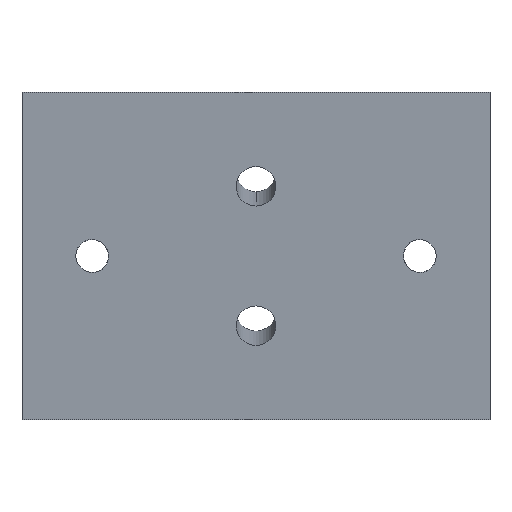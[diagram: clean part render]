
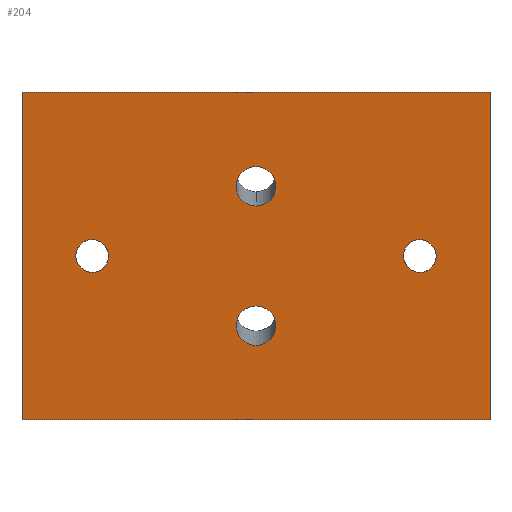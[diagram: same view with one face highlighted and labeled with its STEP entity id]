
A CAD part, left-side view. The second image highlights one B-rep face of the part: STEP entity #204.
In plain terms, the highlighted planar face has unit normal (-0.993, 0, -0.122).
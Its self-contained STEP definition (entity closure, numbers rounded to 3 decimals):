
#1 = CARTESIAN_POINT ( 'NONE',  ( -31.405, 100., -70. ) ) ;
#7 = ORIENTED_EDGE ( 'NONE', *, *, #259, .F. ) ;
#9 = CARTESIAN_POINT ( 'NONE',  ( -35.273, 85., -38.5 ) ) ;
#16 = DIRECTION ( 'NONE',  ( -0.122, 0., 0.993 ) ) ;
#26 = ORIENTED_EDGE ( 'NONE', *, *, #143, .T. ) ;
#36 = ORIENTED_EDGE ( 'NONE', *, *, #378, .T. ) ;
#43 = DIRECTION ( 'NONE',  ( -0.993, 0., -0.122 ) ) ;
#45 =( BOUNDED_CURVE ( )  B_SPLINE_CURVE ( 3, ( #252, #309, #642, #151 ),
 .UNSPECIFIED., .F., .T. ) 
 B_SPLINE_CURVE_WITH_KNOTS ( ( 4, 4 ),
 ( 0., 3.142 ),
 .UNSPECIFIED. ) 
 CURVE ( )  GEOMETRIC_REPRESENTATION_ITEM ( )  RATIONAL_B_SPLINE_CURVE ( ( 1., 0.333, 0.333, 1. ) ) 
 REPRESENTATION_ITEM ( '' )  );
#53 = EDGE_LOOP ( 'NONE', ( #26, #129 ) ) ;
#60 = DIRECTION ( 'NONE',  ( -0.122, 0., 0.993 ) ) ;
#61 = CARTESIAN_POINT ( 'NONE',  ( -31.405, 0., -70. ) ) ;
#72 = ORIENTED_EDGE ( 'NONE', *, *, #346, .T. ) ;
#74 = FACE_BOUND ( 'NONE', #686, .T. ) ;
#80 = VECTOR ( 'NONE', #268, 1000. ) ;
#83 = CARTESIAN_POINT ( 'NONE',  ( -36.132, 85., -31.5 ) ) ;
#90 = CARTESIAN_POINT ( 'NONE',  ( -37.013, 50., -24.33 ) ) ;
#97 = ORIENTED_EDGE ( 'NONE', *, *, #468, .F. ) ;
#99 = EDGE_CURVE ( 'NONE', #110, #482, #232, .T. ) ;
#101 = AXIS2_PLACEMENT_3D ( 'NONE', #548, #394, #656 ) ;
#110 = VERTEX_POINT ( 'NONE', #90 ) ;
#111 = DIRECTION ( 'NONE',  ( -0.993, 0., -0.122 ) ) ;
#112 = CARTESIAN_POINT ( 'NONE',  ( -36.132, 85., -31.5 ) ) ;
#117 = CARTESIAN_POINT ( 'NONE',  ( -31.405, 100., -70. ) ) ;
#119 = CARTESIAN_POINT ( 'NONE',  ( -36.132, 8., -31.5 ) ) ;
#121 = VECTOR ( 'NONE', #283, 1000. ) ;
#122 = VERTEX_POINT ( 'NONE', #1 ) ;
#124 = DIRECTION ( 'NONE',  ( -0.993, 0., -0.122 ) ) ;
#127 = EDGE_LOOP ( 'NONE', ( #224, #404 ) ) ;
#129 = ORIENTED_EDGE ( 'NONE', *, *, #441, .T. ) ;
#143 = EDGE_CURVE ( 'NONE', #349, #567, #45, .T. ) ;
#145 = CARTESIAN_POINT ( 'NONE',  ( -33.357, 50., -54.107 ) ) ;
#149 = DIRECTION ( 'NONE',  ( -0.122, 0., 0.993 ) ) ;
#151 = CARTESIAN_POINT ( 'NONE',  ( -36.132, 85., -31.5 ) ) ;
#158 = CARTESIAN_POINT ( 'NONE',  ( -31.405, 100., -70. ) ) ;
#168 = CARTESIAN_POINT ( 'NONE',  ( -35.273, 15., -38.5 ) ) ;
#169 = FACE_BOUND ( 'NONE', #127, .T. ) ;
#173 = FACE_BOUND ( 'NONE', #53, .T. ) ;
#175 = VERTEX_POINT ( 'NONE', #145 ) ;
#176 =( BOUNDED_CURVE ( )  B_SPLINE_CURVE ( 3, ( #308, #250, #299, #639 ),
 .UNSPECIFIED., .F., .T. ) 
 B_SPLINE_CURVE_WITH_KNOTS ( ( 4, 4 ),
 ( 0., 3.142 ),
 .UNSPECIFIED. ) 
 CURVE ( )  GEOMETRIC_REPRESENTATION_ITEM ( )  RATIONAL_B_SPLINE_CURVE ( ( 1., 0.333, 0.333, 1. ) ) 
 REPRESENTATION_ITEM ( '' )  );
#180 = ORIENTED_EDGE ( 'NONE', *, *, #191, .F. ) ;
#182 = VERTEX_POINT ( 'NONE', #362 ) ;
#186 = CARTESIAN_POINT ( 'NONE',  ( -35.273, 15., -38.5 ) ) ;
#189 = LINE ( 'NONE', #230, #121 ) ;
#191 = EDGE_CURVE ( 'NONE', #284, #459, #189, .T. ) ;
#192 = AXIS2_PLACEMENT_3D ( 'NONE', #278, #124, #60 ) ;
#204 = ADVANCED_FACE ( 'NONE', ( #173, #220, #169, #74, #662 ), #433, .F. ) ;
#205 = CARTESIAN_POINT ( 'NONE',  ( -37.531, 50., -20.112 ) ) ;
#210 = EDGE_LOOP ( 'NONE', ( #247, #350 ) ) ;
#215 = DIRECTION ( 'NONE',  ( -0.122, 0., 0.993 ) ) ;
#220 = FACE_BOUND ( 'NONE', #210, .T. ) ;
#224 = ORIENTED_EDGE ( 'NONE', *, *, #245, .F. ) ;
#226 = DIRECTION ( 'NONE',  ( -0.122, 0., 0.993 ) ) ;
#229 = CARTESIAN_POINT ( 'NONE',  ( -36.132, 15., -31.5 ) ) ;
#230 = CARTESIAN_POINT ( 'NONE',  ( -40., 100., 0. ) ) ;
#232 = CIRCLE ( 'NONE', #638, 4.25 ) ;
#245 = EDGE_CURVE ( 'NONE', #609, #175, #396, .T. ) ;
#247 = ORIENTED_EDGE ( 'NONE', *, *, #503, .T. ) ;
#250 = CARTESIAN_POINT ( 'NONE',  ( -35.273, 22., -38.5 ) ) ;
#252 = CARTESIAN_POINT ( 'NONE',  ( -35.273, 85., -38.5 ) ) ;
#259 = EDGE_CURVE ( 'NONE', #482, #110, #523, .T. ) ;
#264 = EDGE_CURVE ( 'NONE', #175, #609, #550, .T. ) ;
#266 = CARTESIAN_POINT ( 'NONE',  ( -35.273, 78., -38.5 ) ) ;
#268 = DIRECTION ( 'NONE',  ( -0.122, 0., 0.993 ) ) ;
#277 = CARTESIAN_POINT ( 'NONE',  ( -34.392, 50., -45.67 ) ) ;
#278 = CARTESIAN_POINT ( 'NONE',  ( -33.875, 50., -49.888 ) ) ;
#283 = DIRECTION ( 'NONE',  ( 0., -1., 0. ) ) ;
#284 = VERTEX_POINT ( 'NONE', #491 ) ;
#299 = CARTESIAN_POINT ( 'NONE',  ( -36.132, 22., -31.5 ) ) ;
#308 = CARTESIAN_POINT ( 'NONE',  ( -35.273, 15., -38.5 ) ) ;
#309 = CARTESIAN_POINT ( 'NONE',  ( -35.273, 92., -38.5 ) ) ;
#322 = LINE ( 'NONE', #61, #570 ) ;
#326 = CARTESIAN_POINT ( 'NONE',  ( -36.132, 78., -31.5 ) ) ;
#341 = CARTESIAN_POINT ( 'NONE',  ( -37.531, 50., -20.112 ) ) ;
#346 = EDGE_CURVE ( 'NONE', #182, #459, #322, .T. ) ;
#349 = VERTEX_POINT ( 'NONE', #9 ) ;
#350 = ORIENTED_EDGE ( 'NONE', *, *, #644, .T. ) ;
#362 = CARTESIAN_POINT ( 'NONE',  ( -31.405, 0., -70. ) ) ;
#363 = ORIENTED_EDGE ( 'NONE', *, *, #99, .F. ) ;
#372 =( BOUNDED_CURVE ( )  B_SPLINE_CURVE ( 3, ( #112, #326, #266, #545 ),
 .UNSPECIFIED., .F., .T. ) 
 B_SPLINE_CURVE_WITH_KNOTS ( ( 4, 4 ),
 ( 3.142, 6.283 ),
 .UNSPECIFIED. ) 
 CURVE ( )  GEOMETRIC_REPRESENTATION_ITEM ( )  RATIONAL_B_SPLINE_CURVE ( ( 1., 0.333, 0.333, 1. ) ) 
 REPRESENTATION_ITEM ( '' )  );
#378 = EDGE_CURVE ( 'NONE', #122, #182, #389, .T. ) ;
#389 = LINE ( 'NONE', #117, #423 ) ;
#394 = DIRECTION ( 'NONE',  ( 0.993, 0., 0.122 ) ) ;
#396 = CIRCLE ( 'NONE', #192, 4.25 ) ;
#404 = ORIENTED_EDGE ( 'NONE', *, *, #264, .F. ) ;
#423 = VECTOR ( 'NONE', #607, 1000. ) ;
#433 = PLANE ( 'NONE',  #101 ) ;
#441 = EDGE_CURVE ( 'NONE', #567, #349, #372, .T. ) ;
#444 = CARTESIAN_POINT ( 'NONE',  ( -33.875, 50., -49.888 ) ) ;
#447 = CARTESIAN_POINT ( 'NONE',  ( -35.273, 8., -38.5 ) ) ;
#459 = VERTEX_POINT ( 'NONE', #651 ) ;
#468 = EDGE_CURVE ( 'NONE', #122, #284, #539, .T. ) ;
#482 = VERTEX_POINT ( 'NONE', #508 ) ;
#491 = CARTESIAN_POINT ( 'NONE',  ( -40., 100., 0. ) ) ;
#503 = EDGE_CURVE ( 'NONE', #527, #672, #176, .T. ) ;
#508 = CARTESIAN_POINT ( 'NONE',  ( -38.049, 50., -15.893 ) ) ;
#511 = EDGE_LOOP ( 'NONE', ( #72, #180, #97, #36 ) ) ;
#523 = CIRCLE ( 'NONE', #587, 4.25 ) ;
#527 = VERTEX_POINT ( 'NONE', #186 ) ;
#539 = LINE ( 'NONE', #158, #80 ) ;
#545 = CARTESIAN_POINT ( 'NONE',  ( -35.273, 85., -38.5 ) ) ;
#548 = CARTESIAN_POINT ( 'NONE',  ( -31.405, 100., -70. ) ) ;
#550 = CIRCLE ( 'NONE', #685, 4.25 ) ;
#558 = DIRECTION ( 'NONE',  ( -0.993, 0., -0.122 ) ) ;
#565 =( BOUNDED_CURVE ( )  B_SPLINE_CURVE ( 3, ( #229, #119, #447, #168 ),
 .UNSPECIFIED., .F., .T. ) 
 B_SPLINE_CURVE_WITH_KNOTS ( ( 4, 4 ),
 ( 3.142, 6.283 ),
 .UNSPECIFIED. ) 
 CURVE ( )  GEOMETRIC_REPRESENTATION_ITEM ( )  RATIONAL_B_SPLINE_CURVE ( ( 1., 0.333, 0.333, 1. ) ) 
 REPRESENTATION_ITEM ( '' )  );
#567 = VERTEX_POINT ( 'NONE', #83 ) ;
#570 = VECTOR ( 'NONE', #16, 1000. ) ;
#587 = AXIS2_PLACEMENT_3D ( 'NONE', #341, #558, #215 ) ;
#607 = DIRECTION ( 'NONE',  ( 0., -1., 0. ) ) ;
#609 = VERTEX_POINT ( 'NONE', #277 ) ;
#638 = AXIS2_PLACEMENT_3D ( 'NONE', #205, #43, #149 ) ;
#639 = CARTESIAN_POINT ( 'NONE',  ( -36.132, 15., -31.5 ) ) ;
#642 = CARTESIAN_POINT ( 'NONE',  ( -36.132, 92., -31.5 ) ) ;
#643 = CARTESIAN_POINT ( 'NONE',  ( -36.132, 15., -31.5 ) ) ;
#644 = EDGE_CURVE ( 'NONE', #672, #527, #565, .T. ) ;
#651 = CARTESIAN_POINT ( 'NONE',  ( -40., 0., 0. ) ) ;
#656 = DIRECTION ( 'NONE',  ( 0.122, 0., -0.993 ) ) ;
#662 = FACE_OUTER_BOUND ( 'NONE', #511, .T. ) ;
#672 = VERTEX_POINT ( 'NONE', #643 ) ;
#685 = AXIS2_PLACEMENT_3D ( 'NONE', #444, #111, #226 ) ;
#686 = EDGE_LOOP ( 'NONE', ( #7, #363 ) ) ;
